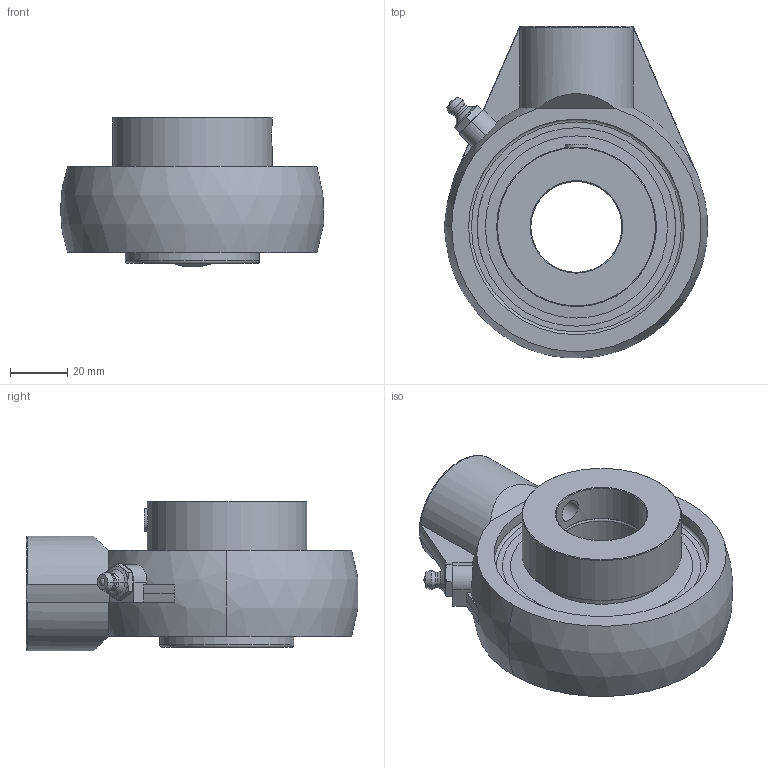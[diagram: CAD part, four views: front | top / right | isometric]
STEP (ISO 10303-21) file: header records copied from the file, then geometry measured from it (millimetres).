
FILE_DESCRIPTION(('HOOPS Exchange Step'),'2;1');
FILE_NAME('export-4985D50F-1878-4453-9585-EA740398D123.stp','2019-12-13T13:09:52-08:00',('ibuslach'),('Alibre'),'HOOPS Exchange 2019.2','Alibre','Unknown authorisation');
FILE_SCHEMA( ('AP242_MANAGED_MODEL_BASED_3D_ENGINEERING_MIM_LF {1 0 10303 442 1 1 4 }') );
Length unit declared in the file: centimetre
Products named in the file (8): MRN SHA 207; ZERK 6mm; SHC 207-20 RACE; SHC 207-20 SHIELD; SHC 207-20 COLLAR; SHC 207 SS; MRN SHC 207-20; MRN SHCHA 207-20
Assembly tree (7 placements, depth 3):
  MRN SHCHA 207-20
    MRN SHA 207
    ZERK 6mm
    MRN SHC 207-20
      SHC 207-20 RACE
      SHC 207-20 SHIELD
      SHC 207-20 COLLAR
      SHC 207 SS
Bounding box: 91.71 x 115.66 x 52.12 mm (x, y, z)
Volume: 180466.7 mm3; surface area: 67227.6 mm2
Topology: 18 solids, 18 shells, 183 faces, 477 edges, 310 vertices
Faces by surface type: plane 59, cylinder 45, cone 37, sphere 21, torus 17, bspline 4
Full cylindrical faces by diameter (mm): 1.755 x2, 6 x2, 7.925 x1, 7.938 x2, 19.05 x1, 31.75 x2, 44.196 x2, 46.736 x4, 47.752 x2, 55.6 x1, 62.484 x2, 63.5 x4, 75.166 x2
Entity records: 8982 total; most frequent: CARTESIAN_POINT 4317, DIRECTION 1013, ORIENTED_EDGE 898, EDGE_CURVE 449, AXIS2_PLACEMENT_3D 443, VERTEX_POINT 310, CIRCLE 233, EDGE_LOOP 211
